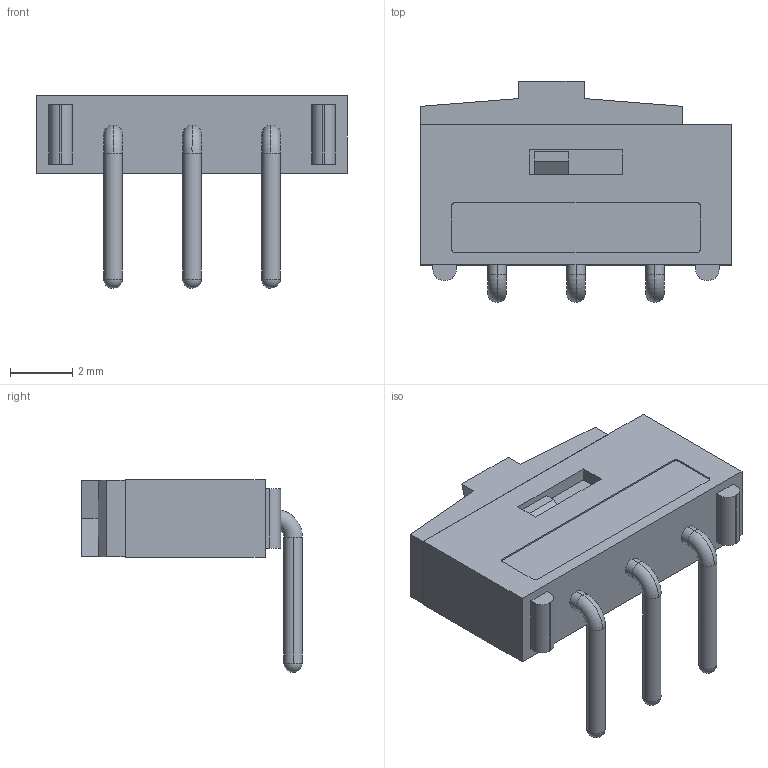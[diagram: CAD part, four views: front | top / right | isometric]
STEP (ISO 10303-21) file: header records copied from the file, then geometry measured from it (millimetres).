
FILE_DESCRIPTION(('FreeCAD Model'),'2;1');
FILE_NAME('Open CASCADE Shape Model','2024-12-01T12:35:19',( 'kicad StepUp'),('ksu MCAD'),'Open CASCADE STEP processor 7.8', 'FreeCAD','Unknown');
FILE_SCHEMA(('AUTOMOTIVE_DESIGN { 1 0 10303 214 1 1 1 1 }'));
Length unit declared in the file: millimetre
Products named in the file (6): CUI_DEVICES_MSS-102568-14A-90-D005; CUI_DEVICES_MSS-102568-14A-90-D; CUI_DEVICES_MSS-102568-14A-90-D001; CUI_DEVICES_MSS-102568-14A-90-D002; CUI_DEVICES_MSS-102568-14A-90-D003; CUI_DEVICES_MSS-102568-14A-90-D004
Assembly tree (5 placements, depth 2):
  CUI_DEVICES_MSS-102568-14A-90-D005
    CUI_DEVICES_MSS-102568-14A-90-D
    CUI_DEVICES_MSS-102568-14A-90-D001
    CUI_DEVICES_MSS-102568-14A-90-D002
    CUI_DEVICES_MSS-102568-14A-90-D003
    CUI_DEVICES_MSS-102568-14A-90-D004
Bounding box: 10 x 7.1 x 6.2 mm (x, y, z)
Volume: 112.2 mm3; surface area: 376.2 mm2
Topology: 5 solids, 5 shells, 176 faces, 455 edges, 297 vertices
Faces by surface type: plane 104, cylinder 49, torus 18, sphere 3, bspline 2
Entity records: 7191 total; most frequent: CARTESIAN_POINT 1049, DIRECTION 943, ORIENTED_EDGE 904, EDGE_CURVE 452, AXIS2_PLACEMENT_3D 324, VERTEX_POINT 297, LINE 295, VECTOR 295
